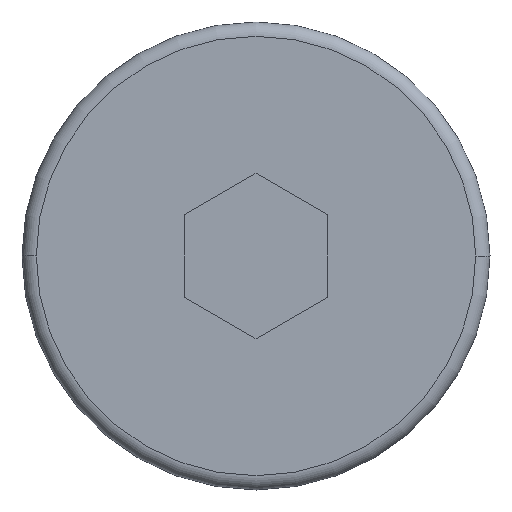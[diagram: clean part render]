
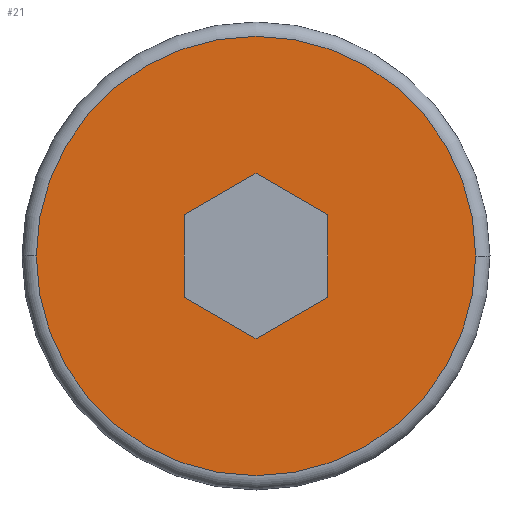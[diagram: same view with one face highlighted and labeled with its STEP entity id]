
A CAD part, left-side view. The second image highlights one B-rep face of the part: STEP entity #21.
In plain terms, the highlighted planar face has unit normal (-1, 0, 0).
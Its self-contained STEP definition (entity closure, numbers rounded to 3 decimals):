
#2 = VERTEX_POINT ( 'NONE', #180 ) ;
#4 = LINE ( 'NONE', #276, #306 ) ;
#8 = EDGE_LOOP ( 'NONE', ( #102, #476, #493, #310, #255, #453 ) ) ;
#11 = PLANE ( 'NONE',  #250 ) ;
#14 = CARTESIAN_POINT ( 'NONE',  ( 0., 1.5, -0.866 ) ) ;
#21 = ADVANCED_FACE ( 'NONE', ( #465, #360 ), #11, .T. ) ;
#27 = CARTESIAN_POINT ( 'NONE',  ( 0., -1.5, 0.866 ) ) ;
#36 = CARTESIAN_POINT ( 'NONE',  ( 0., -4.6, 0. ) ) ;
#38 = VERTEX_POINT ( 'NONE', #14 ) ;
#54 = EDGE_CURVE ( 'NONE', #431, #265, #4, .T. ) ;
#71 = DIRECTION ( 'NONE',  ( 0., -1., 0. ) ) ;
#73 = LINE ( 'NONE', #302, #252 ) ;
#74 = EDGE_CURVE ( 'NONE', #2, #214, #369, .T. ) ;
#102 = ORIENTED_EDGE ( 'NONE', *, *, #54, .F. ) ;
#111 = DIRECTION ( 'NONE',  ( -1., 0., 0. ) ) ;
#121 = CARTESIAN_POINT ( 'NONE',  ( 0., 0., 0. ) ) ;
#122 = VECTOR ( 'NONE', #475, 1000. ) ;
#130 = EDGE_LOOP ( 'NONE', ( #538, #263 ) ) ;
#167 = DIRECTION ( 'NONE',  ( -1., 0., 0. ) ) ;
#180 = CARTESIAN_POINT ( 'NONE',  ( 0., 4.6, 0. ) ) ;
#184 = VERTEX_POINT ( 'NONE', #192 ) ;
#187 = DIRECTION ( 'NONE',  ( 0., -1., 0. ) ) ;
#192 = CARTESIAN_POINT ( 'NONE',  ( 0., -1.5, -0.866 ) ) ;
#197 = DIRECTION ( 'NONE',  ( 0., -0.866, -0.5 ) ) ;
#214 = VERTEX_POINT ( 'NONE', #36 ) ;
#215 = VECTOR ( 'NONE', #197, 1000. ) ;
#220 = EDGE_CURVE ( 'NONE', #214, #2, #231, .T. ) ;
#222 = VERTEX_POINT ( 'NONE', #437 ) ;
#223 = VECTOR ( 'NONE', #443, 1000. ) ;
#228 = CARTESIAN_POINT ( 'NONE',  ( 0., 1.5, 0.866 ) ) ;
#231 = CIRCLE ( 'NONE', #284, 4.6 ) ;
#250 = AXIS2_PLACEMENT_3D ( 'NONE', #547, #413, #187 ) ;
#251 = LINE ( 'NONE', #530, #223 ) ;
#252 = VECTOR ( 'NONE', #434, 1000. ) ;
#254 = CARTESIAN_POINT ( 'NONE',  ( 0., -1.5, 0.866 ) ) ;
#255 = ORIENTED_EDGE ( 'NONE', *, *, #324, .F. ) ;
#263 = ORIENTED_EDGE ( 'NONE', *, *, #74, .T. ) ;
#265 = VERTEX_POINT ( 'NONE', #228 ) ;
#275 = EDGE_CURVE ( 'NONE', #315, #431, #362, .T. ) ;
#276 = CARTESIAN_POINT ( 'NONE',  ( 0., 0., 1.732 ) ) ;
#284 = AXIS2_PLACEMENT_3D ( 'NONE', #121, #167, #482 ) ;
#302 = CARTESIAN_POINT ( 'NONE',  ( 0., 0., -1.732 ) ) ;
#306 = VECTOR ( 'NONE', #357, 1000. ) ;
#310 = ORIENTED_EDGE ( 'NONE', *, *, #455, .F. ) ;
#315 = VERTEX_POINT ( 'NONE', #27 ) ;
#324 = EDGE_CURVE ( 'NONE', #38, #222, #468, .T. ) ;
#342 = EDGE_CURVE ( 'NONE', #265, #38, #377, .T. ) ;
#357 = DIRECTION ( 'NONE',  ( 0., 0.866, -0.5 ) ) ;
#360 = FACE_BOUND ( 'NONE', #8, .T. ) ;
#362 = LINE ( 'NONE', #254, #122 ) ;
#369 = CIRCLE ( 'NONE', #409, 4.6 ) ;
#377 = LINE ( 'NONE', #570, #544 ) ;
#382 = CARTESIAN_POINT ( 'NONE',  ( 0., 0., 0. ) ) ;
#409 = AXIS2_PLACEMENT_3D ( 'NONE', #382, #111, #71 ) ;
#413 = DIRECTION ( 'NONE',  ( -1., 0., 0. ) ) ;
#430 = CARTESIAN_POINT ( 'NONE',  ( 0., 1.5, -0.866 ) ) ;
#431 = VERTEX_POINT ( 'NONE', #527 ) ;
#434 = DIRECTION ( 'NONE',  ( 0., -0.866, 0.5 ) ) ;
#437 = CARTESIAN_POINT ( 'NONE',  ( 0., 0., -1.732 ) ) ;
#443 = DIRECTION ( 'NONE',  ( 0., 0., 1. ) ) ;
#451 = EDGE_CURVE ( 'NONE', #184, #315, #251, .T. ) ;
#453 = ORIENTED_EDGE ( 'NONE', *, *, #342, .F. ) ;
#455 = EDGE_CURVE ( 'NONE', #222, #184, #73, .T. ) ;
#465 = FACE_OUTER_BOUND ( 'NONE', #130, .T. ) ;
#468 = LINE ( 'NONE', #430, #215 ) ;
#475 = DIRECTION ( 'NONE',  ( 0., 0.866, 0.5 ) ) ;
#476 = ORIENTED_EDGE ( 'NONE', *, *, #275, .F. ) ;
#482 = DIRECTION ( 'NONE',  ( 0., -1., 0. ) ) ;
#493 = ORIENTED_EDGE ( 'NONE', *, *, #451, .F. ) ;
#517 = DIRECTION ( 'NONE',  ( 0., 0., -1. ) ) ;
#527 = CARTESIAN_POINT ( 'NONE',  ( 0., 0., 1.732 ) ) ;
#530 = CARTESIAN_POINT ( 'NONE',  ( 0., -1.5, -0.866 ) ) ;
#538 = ORIENTED_EDGE ( 'NONE', *, *, #220, .T. ) ;
#544 = VECTOR ( 'NONE', #517, 1000. ) ;
#547 = CARTESIAN_POINT ( 'NONE',  ( 0., 0., 0. ) ) ;
#570 = CARTESIAN_POINT ( 'NONE',  ( 0., 1.5, 0.866 ) ) ;
